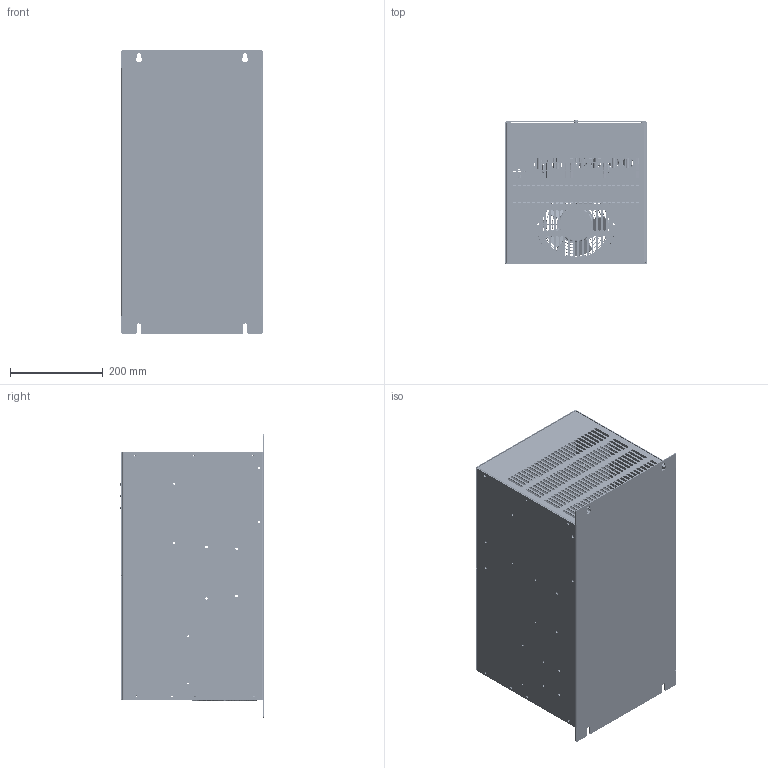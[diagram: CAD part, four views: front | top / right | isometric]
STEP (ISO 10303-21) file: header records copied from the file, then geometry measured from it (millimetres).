
FILE_DESCRIPTION (( 'STEP AP214' ), '1' );
FILE_NAME ('M3712-H075-K12.STEP', '2024-03-26T15:55:12', ( '' ), ( '' ), 'SwSTEP 2.0', 'SolidWorks 2023', '' );
FILE_SCHEMA (( 'AUTOMOTIVE_DESIGN' ));
Length unit declared in the file: inch
Products named in the file (29): TS PDB-1452599; MTW 3712-K12-BOB; MTW 3712-K12-UF; M3712-H075-K12; FN 6.0-115AC-212; MTW 3712-K12-TEB; TS PDB-1432559; WA LSS-250MCM; MTW 3712-K12-FAB; MTW 3712-K12-VB; LD RED-LENS-L05; self-clinching nut_pmi_PEM CLS-632-2 ---S; MTW 3712-K12-BDB; MTW 3712-K12-BCP; MTW 3712-K12-TCP; self-clinching nut_pmi_PEM CLS-832-2 ---S; flat washer type b narrow_ai_Narrow FW 0.138; FN 6.0-GRILL; self-clinching nut_pmi_PEM CLS-0420-1 ---S; pan cross head_ai_CR-PHMS 0.138-32x0.5x0.5-N; LD GRN-LENS-L05; self-clinching nut_pmi_PEM CLSS-032-2 ---S; 3712C1F
Assembly tree (72 placements, depth 3):
  M3712-H075-K12
    MTW 3712-K12-UF
      MTW 3712-K12-UF
      self-clinching nut_pmi_PEM CLS-632-2 ---S  x8
    MTW 3712-K12-VB
      MTW 3712-K12-VB
      self-clinching nut_pmi_PEM CLS-832-2 ---S  x6
    MTW 3712-K12-TEB
      MTW 3712-K12-TEB
      self-clinching nut_pmi_PEM CLS-832-2 ---S  x4
      self-clinching nut_pmi_PEM CLSS-032-2 ---S  x8
      self-clinching nut_pmi_PEM CLS-0420-1 ---S
    TS PDB-1452599
    TS PDB-1432559
    WA LSS-250MCM
    MTW 3712-K12-FAB
      MTW 3712-K12-FAB
      self-clinching nut_pmi_PEM CLS-832-2 ---S  x4
    FN 6.0-GRILL
    FN 6.0-115AC-212
    MTW 3712-K12-TCP
    MTW 3712-K12-BDB
      MTW 3712-K12-BDB
      self-clinching nut_pmi_PEM CLS-832-2 ---S  x6
    MTW 3712-K12-BCP
    3712C1F
    LD GRN-LENS-L05  x2
    LD RED-LENS-L05
    MTW 3712-K12-BOB
      MTW 3712-K12-BOB
      self-clinching nut_pmi_PEM CLS-832-2 ---S  x4
    flat washer type b narrow_ai_Narrow FW 0.138  x4
    pan cross head_ai_CR-PHMS 0.138-32x0.5x0.5-N  x4
Bounding box: 304.8 x 308.86 x 609.6 mm (x, y, z)
Volume: 3092639.2 mm3; surface area: 2379046.8 mm2
Topology: 73 solids, 73 shells, 7920 faces, 20680 edges, 13117 vertices
Faces by surface type: plane 4642, cylinder 1859, cone 984, bspline 305, torus 110, sphere 20
Entity records: 114109 total; most frequent: CARTESIAN_POINT 35328, ORIENTED_EDGE 16656, DIRECTION 15174, EDGE_CURVE 8328, VERTEX_POINT 5329, AXIS2_PLACEMENT_3D 5211, LINE 4752, VECTOR 4752
